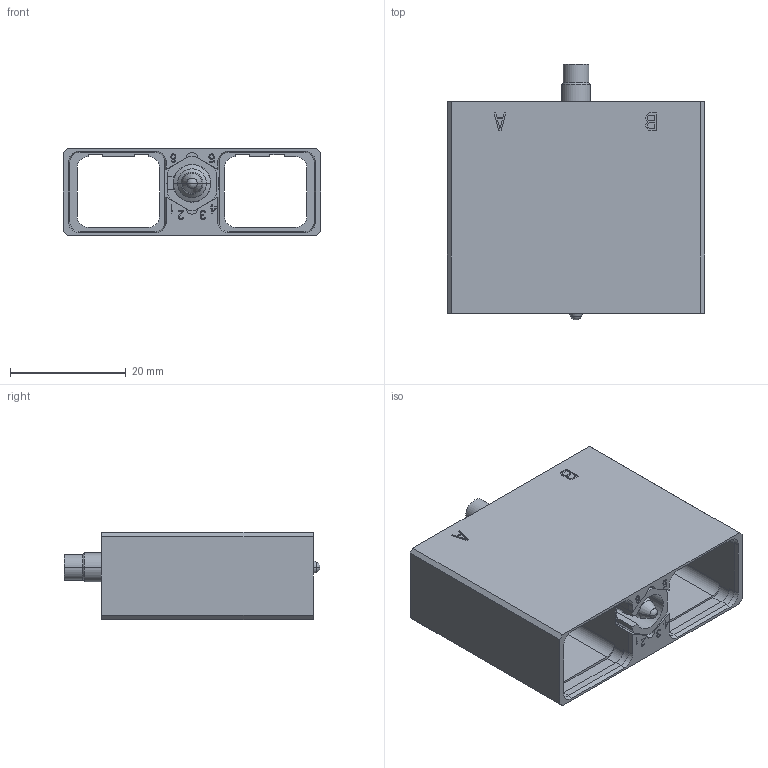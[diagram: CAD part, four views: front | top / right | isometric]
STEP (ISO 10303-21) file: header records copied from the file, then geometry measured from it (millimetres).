
FILE_DESCRIPTION((''),'2;1');
FILE_NAME('SIM3N40NG','2020-07-09T',('presta_be4'),(''),'CREO PARAMETRIC BY PTC INC, 2018360','CREO PARAMETRIC BY PTC INC, 2018360','');
FILE_SCHEMA(('CONFIG_CONTROL_DESIGN'));
Length unit declared in the file: millimetre
Products named in the file (1): SIM3N40NG
Bounding box: 44.45 x 44.15 x 15.01 mm (x, y, z)
Volume: 7734.8 mm3; surface area: 11735.7 mm2
Topology: 3 solids, 3 shells, 648 faces, 1750 edges, 1128 vertices
Faces by surface type: plane 461, cylinder 133, cone 34, bspline 10, torus 8, sphere 2
Entity records: 20666 total; most frequent: CARTESIAN_POINT 4140, ORIENTED_EDGE 3492, DIRECTION 3338, EDGE_CURVE 1746, VECTOR 1390, LINE 1390, VERTEX_POINT 1128, AXIS2_PLACEMENT_3D 974
